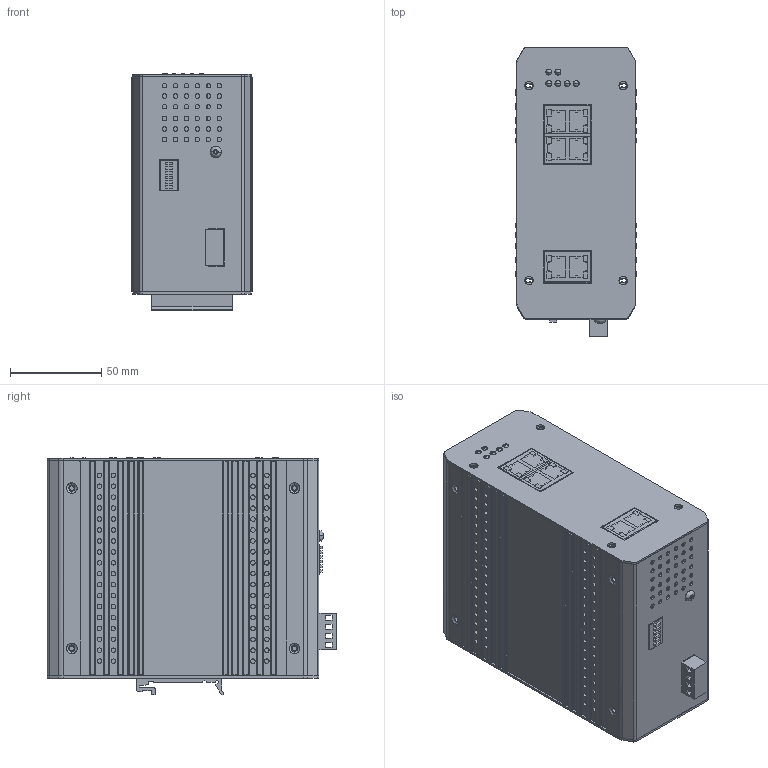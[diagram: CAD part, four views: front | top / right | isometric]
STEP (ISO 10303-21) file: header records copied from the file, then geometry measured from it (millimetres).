
FILE_DESCRIPTION (( 'STEP AP214' ), '1' );
FILE_NAME ('ASM_3806G_20141119-STP.STEP', '2021-01-25T10:35:13', ( '' ), ( '' ), 'SwSTEP 2.0', 'SolidWorks 2018', '' );
FILE_SCHEMA (( 'AUTOMOTIVE_DESIGN' ));
Length unit declared in the file: millimetre
Products named in the file (14): ASM_3806G_20141119-IGS.IGS; 0-Screw-R-M3x6R_預設.IGS; 3806G_底板_20141119.IGS; 3806G_前板_20141119.IGS; DIP-SW-6pin.IGS; 3806G_SwitchBoard_20100517-20141117.IGS; 0-RJ-1x2-3008-3D_預設.IGS; S-TS-F-4P.IGS; 3D-DinRailKit-44W.IGS; 3810G_後板_20100513.IGS; 3810G_上蓋_20100513.IGS; 3810G_側板_20100513.IGS; 3810G_PowerBoard_20100517.IGS; ASM_3806G_20141119-STP
Assembly tree (16 placements, depth 3):
  ASM_3806G_20141119-STP
    ASM_3806G_20141119-IGS.IGS
      3810G_PowerBoard_20100517.IGS
      3810G_側板_20100513.IGS  x2
      3810G_上蓋_20100513.IGS
      3810G_後板_20100513.IGS
      3D-DinRailKit-44W.IGS
      S-TS-F-4P.IGS
      0-RJ-1x2-3008-3D_預設.IGS  x3
      3806G_SwitchBoard_20100517-20141117.IGS
      DIP-SW-6pin.IGS
      3806G_前板_20141119.IGS
      3806G_底板_20141119.IGS
      0-Screw-R-M3x6R_預設.IGS
Bounding box: 66 x 158.7 x 130.1 mm (x, y, z)
Volume: 286875.7 mm3; surface area: 260069.7 mm2
Topology: 15 solids, 15 shells, 1470 faces, 4173 edges, 2756 vertices
Faces by surface type: bspline 1470
Entity records: 41605 total; most frequent: CARTESIAN_POINT 23085, ORIENTED_EDGE 5818, EDGE_CURVE 2909, B_SPLINE_CURVE_WITH_KNOTS 2003, VERTEX_POINT 1924, EDGE_LOOP 1509, FACE_OUTER_BOUND 1040, ADVANCED_FACE 1040
